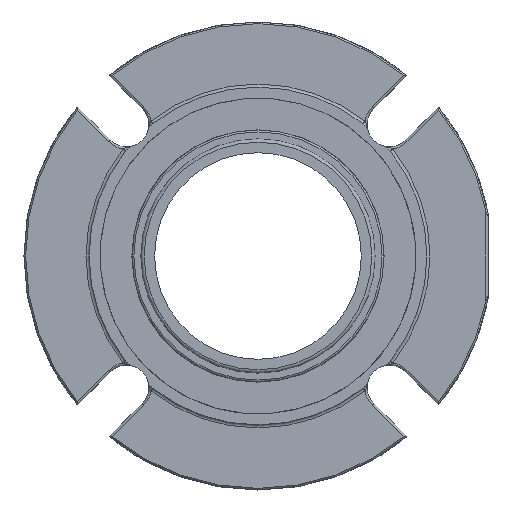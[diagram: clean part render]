
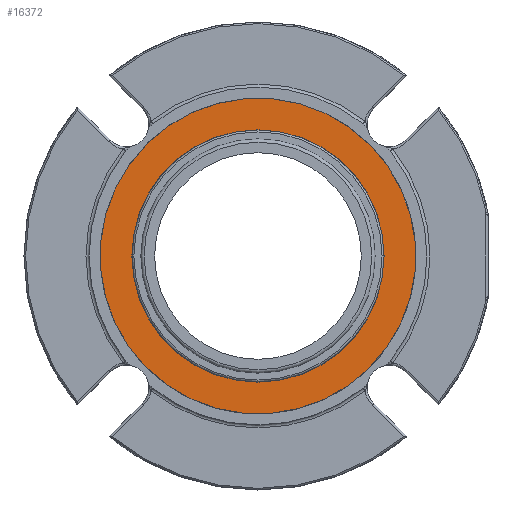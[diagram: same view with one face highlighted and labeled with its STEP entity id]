
A CAD part, left-side view. The second image highlights one B-rep face of the part: STEP entity #16372.
In plain terms, the highlighted planar face has unit normal (-1, 0, 0).
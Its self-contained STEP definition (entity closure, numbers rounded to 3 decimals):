
#2154=PLANE('',#17571);
#5612=ORIENTED_EDGE('',*,*,#7350,.T.);
#5613=ORIENTED_EDGE('',*,*,#7349,.T.);
#7349=EDGE_CURVE('',#8441,#8441,#9053,.T.);
#7350=EDGE_CURVE('',#8442,#8442,#9054,.T.);
#8441=VERTEX_POINT('',#29762);
#8442=VERTEX_POINT('',#29765);
#9053=CIRCLE('',#17570,72.733);
#9054=CIRCLE('',#17572,58.103);
#9828=EDGE_LOOP('',(#5612));
#9829=EDGE_LOOP('',(#5613));
#10608=FACE_BOUND('',#9828,.T.);
#10609=FACE_BOUND('',#9829,.T.);
#16372=ADVANCED_FACE('',(#10608,#10609),#2154,.F.);
#17570=AXIS2_PLACEMENT_3D('',#29761,#20450,#20451);
#17571=AXIS2_PLACEMENT_3D('',#29763,#20452,#20453);
#17572=AXIS2_PLACEMENT_3D('',#29764,#20454,#20455);
#20450=DIRECTION('',(-1.,0.,0.));
#20451=DIRECTION('',(0.,-0.424,0.905));
#20452=DIRECTION('',(1.,0.,0.));
#20453=DIRECTION('',(0.,0.424,-0.905));
#20454=DIRECTION('',(1.,0.,0.));
#20455=DIRECTION('',(0.,1.,0.));
#29761=CARTESIAN_POINT('',(-11.786,0.,0.));
#29762=CARTESIAN_POINT('',(-11.786,-30.873,65.855));
#29763=CARTESIAN_POINT('',(-11.786,-30.873,65.855));
#29764=CARTESIAN_POINT('',(-11.786,0.,0.));
#29765=CARTESIAN_POINT('',(-11.786,58.103,0.));
